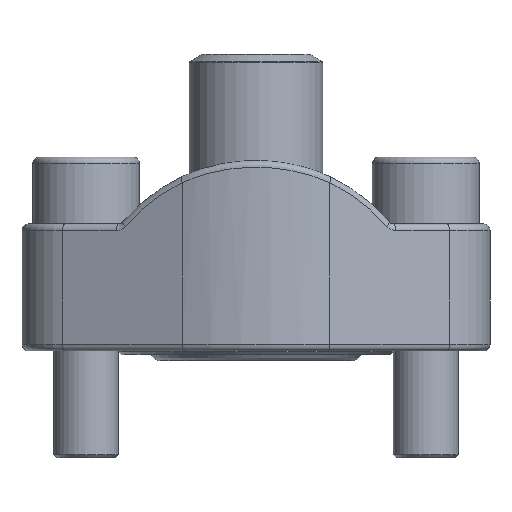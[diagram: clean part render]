
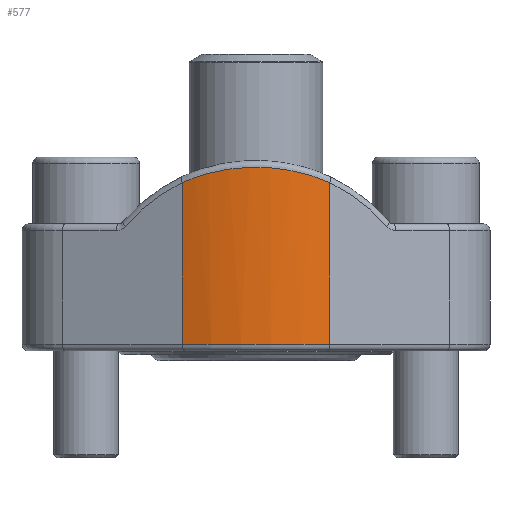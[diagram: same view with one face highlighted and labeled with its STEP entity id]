
A CAD part, front view. The second image highlights one B-rep face of the part: STEP entity #577.
In plain terms, the highlighted cylindrical face has radius 30 mm (diameter 60 mm), a partial arc.
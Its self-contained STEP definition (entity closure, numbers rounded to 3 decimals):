
#430=B_SPLINE_CURVE_WITH_KNOTS('',3,(#2727,#2728,#2729,#2730,#2731,#2732),
 .UNSPECIFIED.,.F.,.F.,(4,2,4),(0.,0.5,1.),.UNSPECIFIED.);
#577=ADVANCED_FACE('',(#702),#669,.T.);
#669=CYLINDRICAL_SURFACE('',#1819,30.);
#702=FACE_OUTER_BOUND('',#768,.T.);
#768=EDGE_LOOP('',(#1096,#1097,#1098,#1099));
#927=CIRCLE('',#1818,30.);
#1096=ORIENTED_EDGE('',*,*,#1548,.T.);
#1097=ORIENTED_EDGE('',*,*,#1560,.T.);
#1098=ORIENTED_EDGE('',*,*,#1541,.F.);
#1099=ORIENTED_EDGE('',*,*,#1561,.T.);
#1402=VERTEX_POINT('',#2654);
#1403=VERTEX_POINT('',#2655);
#1408=VERTEX_POINT('',#2676);
#1409=VERTEX_POINT('',#2678);
#1541=EDGE_CURVE('',#1402,#1403,#1684,.T.);
#1548=EDGE_CURVE('',#1409,#1408,#1689,.T.);
#1560=EDGE_CURVE('',#1408,#1403,#927,.T.);
#1561=EDGE_CURVE('',#1402,#1409,#430,.T.);
#1684=LINE('',#2653,#1736);
#1689=LINE('',#2677,#1741);
#1736=VECTOR('',#2089,1.);
#1741=VECTOR('',#2098,1.);
#1818=AXIS2_PLACEMENT_3D('',#2726,#2120,#2121);
#1819=AXIS2_PLACEMENT_3D('',#2733,#2122,#2123);
#2089=DIRECTION('',(0.,0.,-1.));
#2098=DIRECTION('',(0.,0.,-1.));
#2120=DIRECTION('',(0.,0.,1.));
#2121=DIRECTION('',(-1.,0.,0.));
#2122=DIRECTION('',(0.,0.,-1.));
#2123=DIRECTION('',(-1.,0.,0.));
#2653=CARTESIAN_POINT('',(11.022,-27.902,57.));
#2654=CARTESIAN_POINT('',(11.022,-27.902,25.17));
#2655=CARTESIAN_POINT('',(11.022,-27.902,1.));
#2676=CARTESIAN_POINT('',(-11.022,-27.902,1.));
#2677=CARTESIAN_POINT('',(-11.022,-27.902,57.));
#2678=CARTESIAN_POINT('',(-11.022,-27.902,25.17));
#2726=CARTESIAN_POINT('',(0.,0.,1.));
#2727=CARTESIAN_POINT('',(11.022,-27.902,25.17));
#2728=CARTESIAN_POINT('',(7.685,-29.22,26.69));
#2729=CARTESIAN_POINT('',(3.832,-30.002,27.484));
#2730=CARTESIAN_POINT('',(-3.862,-29.998,27.48));
#2731=CARTESIAN_POINT('',(-7.685,-29.22,26.689));
#2732=CARTESIAN_POINT('',(-11.022,-27.902,25.17));
#2733=CARTESIAN_POINT('',(0.,0.,57.));
